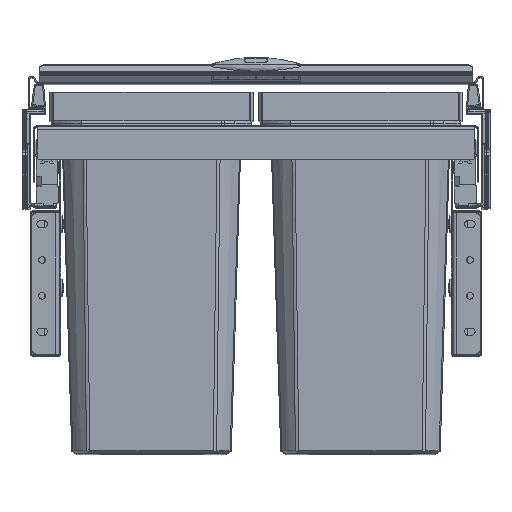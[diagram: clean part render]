
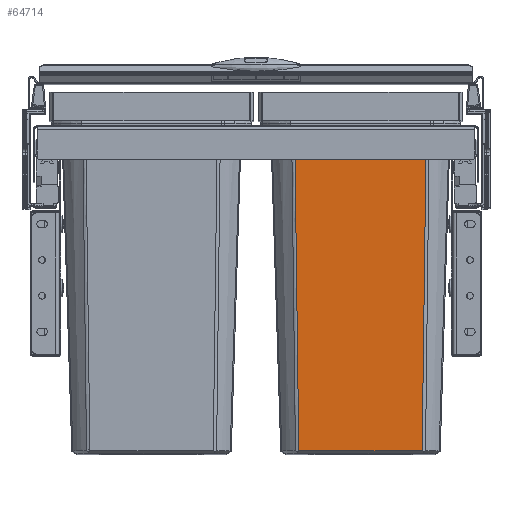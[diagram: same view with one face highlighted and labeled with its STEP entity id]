
A CAD part, top view. The second image highlights one B-rep face of the part: STEP entity #64714.
In plain terms, the highlighted planar face has unit normal (0, -0.031, 1).
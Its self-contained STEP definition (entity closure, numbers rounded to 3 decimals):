
#12312=EDGE_CURVE('9833',#33334,#33331,#33335,.T.);
#12364=EDGE_CURVE('9781',#33331,#33402,#33405,.T.);
#12366=EDGE_CURVE('9817',#33407,#33402,#33408,.T.);
#12368=EDGE_CURVE('9786',#33334,#33407,#33410,.T.);
#33331=VERTEX_POINT('',#62914);
#33334=VERTEX_POINT('',#62925);
#33335=LINE('',#62926,#62927);
#33402=VERTEX_POINT('',#63136);
#33405=B_SPLINE_CURVE_WITH_KNOTS('',3,(#63145,#63146,#63147,#63148,#63149,#63150),.UNSPECIFIED.,.F.,.F.,(4,1,1,4),(0.0,0.333,0.667,1.0),.UNSPECIFIED.);
#33407=VERTEX_POINT('',#63153);
#33408=LINE('',#63154,#63155);
#33410=B_SPLINE_CURVE_WITH_KNOTS('',3,(#63158,#63159,#63160,#63161,#63162,#63163),.UNSPECIFIED.,.F.,.F.,(4,1,1,4),(0.0,0.333,0.667,1.0),.UNSPECIFIED.);
#62914=CARTESIAN_POINT('',(34.371,9.8,-12.929));
#62925=CARTESIAN_POINT('',(152.229,9.8,-12.929));
#62926=CARTESIAN_POINT('',(152.229,9.8,-12.929));
#62927=VECTOR('',#109516,117.857);
#63136=CARTESIAN_POINT('',(38.22,-290.329,-22.284));
#63145=CARTESIAN_POINT('',(34.371,9.8,-12.929));
#63146=CARTESIAN_POINT('',(34.817,-25.284,-14.022));
#63147=CARTESIAN_POINT('',(35.696,-94.295,-16.173));
#63148=CARTESIAN_POINT('',(36.978,-194.335,-19.292));
#63149=CARTESIAN_POINT('',(37.809,-258.716,-21.299));
#63150=CARTESIAN_POINT('',(38.22,-290.329,-22.284));
#63153=CARTESIAN_POINT('',(148.38,-290.329,-22.284));
#63154=CARTESIAN_POINT('',(148.38,-290.329,-22.284));
#63155=VECTOR('',#109526,110.161);
#63158=CARTESIAN_POINT('',(152.229,9.8,-12.929));
#63159=CARTESIAN_POINT('',(151.783,-25.284,-14.022));
#63160=CARTESIAN_POINT('',(150.904,-94.295,-16.173));
#63161=CARTESIAN_POINT('',(149.622,-194.335,-19.292));
#63162=CARTESIAN_POINT('',(148.791,-258.716,-21.299));
#63163=CARTESIAN_POINT('',(148.38,-290.329,-22.284));
#64714=ADVANCED_FACE('7138',(#109947),#109948,.T.);
#109516=DIRECTION('',(-1.0,0.0,0.0));
#109526=DIRECTION('',(-1.0,0.,0.0));
#109947=FACE_OUTER_BOUND('',#138613,.T.);
#109948=PLANE('',#138614);
#138613=EDGE_LOOP('',(#152600,#152601,#152602,#152603));
#138614=AXIS2_PLACEMENT_3D('',#152604,#152605,#152606);
#152600=ORIENTED_EDGE('',*,*,#12366,.F.);
#152601=ORIENTED_EDGE('',*,*,#12368,.F.);
#152602=ORIENTED_EDGE('',*,*,#12312,.T.);
#152603=ORIENTED_EDGE('',*,*,#12364,.T.);
#152604=CARTESIAN_POINT('',(93.3,-130.469,-17.301));
#152605=DIRECTION('',(0.0,-0.031,1.));
#152606=DIRECTION('',(1.0,0.0,0.0));
